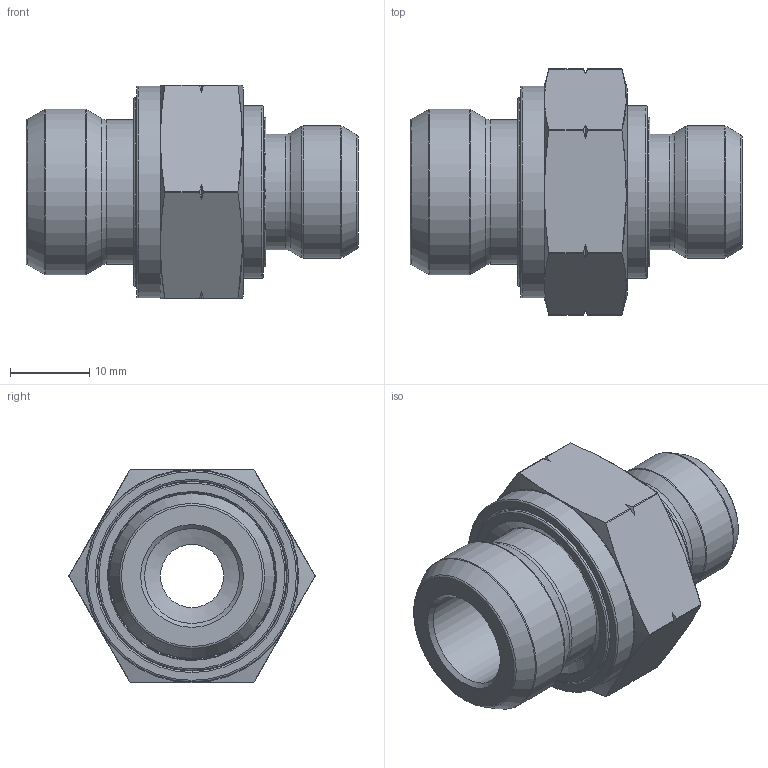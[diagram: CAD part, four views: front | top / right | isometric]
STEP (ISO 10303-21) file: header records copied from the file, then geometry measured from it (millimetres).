
FILE_DESCRIPTION(/* description */ (''),/* implementation_level */ '2;1');
FILE_NAME(/* name */ 'DU16-12.stp',/* time_stamp */ '2022-11-28T15:23:55+01:00',/* author */ (''),/* organization */ (''),/* preprocessor_version */ 'ST-DEVELOPER v16',/* originating_system */ 'SIEMENS PLM Software NX 10.0',/* authorisation */ '');
FILE_SCHEMA (('AP203_CONFIGURATION_CONTROLLED_3D_DESIGN_OF_MECHANICAL_PARTS_AND_ASSEMBLIES_MIM_LF { 1 0 10303 403 2 1 2}'));
Length unit declared in the file: millimetre
Products named in the file (1): nwer243899CD1orj
Bounding box: 42 x 31.14 x 27 mm (x, y, z)
Surface area: 6008.6 mm2 (no closed solid volume)
Topology: 0 solids, 90 shells, 90 faces, 370 edges, 326 vertices
Faces by surface type: cone 28, cylinder 24, torus 22, plane 16
Full cylindrical faces by diameter (mm): 8 x1, 12 x1, 14.6 x1, 14.7 x1, 16.7 x1, 18.3 x1, 18.5 x1, 18.9 x1, 20.955 x1, 21.8 x1, 23.9 x1, 26.8 x1
Entity records: 4296 total; most frequent: CARTESIAN_POINT 1555, DIRECTION 490, ORIENTED_EDGE 310, VERTEX_POINT 310, EDGE_CURVE 310, AXIS2_PLACEMENT_3D 221, EDGE_LOOP 144, B_SPLINE_CURVE_WITH_KNOTS 132
